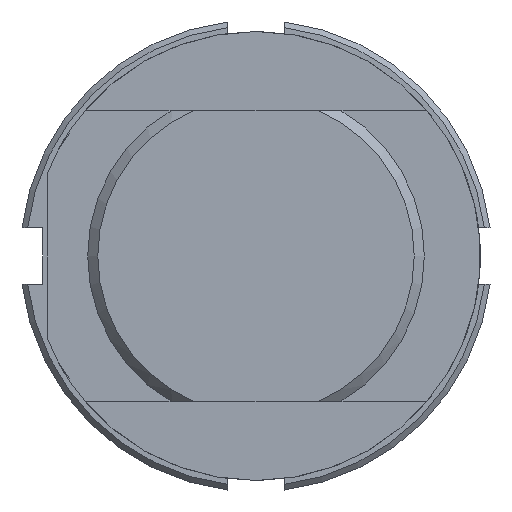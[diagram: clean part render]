
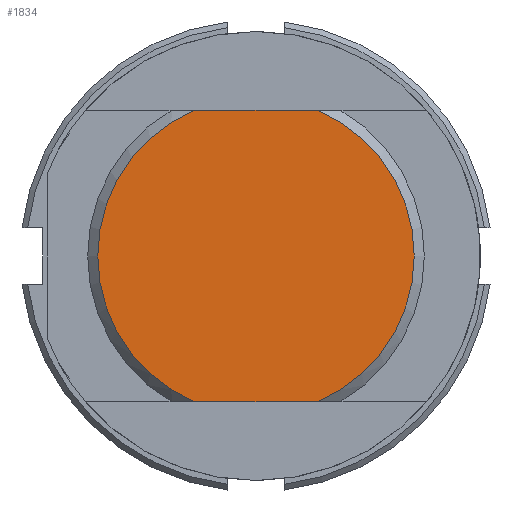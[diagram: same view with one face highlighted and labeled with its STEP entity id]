
A CAD part, front view. The second image highlights one B-rep face of the part: STEP entity #1834.
In plain terms, the highlighted planar face has unit normal (0, -1, 0).
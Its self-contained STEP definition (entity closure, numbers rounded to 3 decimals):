
#134=PLANE('',#2029);
#209=LINE('',#2869,#287);
#216=LINE('',#2877,#294);
#287=VECTOR('',#2412,1000.);
#294=VECTOR('',#2421,1000.);
#598=ORIENTED_EDGE('',*,*,#843,.F.);
#599=ORIENTED_EDGE('',*,*,#852,.T.);
#600=ORIENTED_EDGE('',*,*,#837,.F.);
#601=ORIENTED_EDGE('',*,*,#845,.T.);
#837=EDGE_CURVE('',#1008,#1007,#1115,.T.);
#843=EDGE_CURVE('',#1013,#1014,#1118,.T.);
#845=EDGE_CURVE('',#1008,#1014,#209,.T.);
#852=EDGE_CURVE('',#1013,#1007,#216,.T.);
#1007=VERTEX_POINT('',#2843);
#1008=VERTEX_POINT('',#2847);
#1013=VERTEX_POINT('',#2862);
#1014=VERTEX_POINT('',#2864);
#1115=CIRCLE('',#2011,14.1);
#1118=CIRCLE('',#2016,14.1);
#1233=EDGE_LOOP('',(#598,#599,#600,#601));
#1367=FACE_BOUND('',#1233,.T.);
#1834=ADVANCED_FACE('',(#1367),#134,.T.);
#2011=AXIS2_PLACEMENT_3D('',#2848,#2396,#2397);
#2016=AXIS2_PLACEMENT_3D('',#2863,#2408,#2409);
#2029=AXIS2_PLACEMENT_3D('',#2892,#2446,#2447);
#2396=DIRECTION('',(0.,1.,0.));
#2397=DIRECTION('',(1.,0.,0.));
#2408=DIRECTION('',(0.,1.,0.));
#2409=DIRECTION('',(-1.,0.,0.));
#2412=DIRECTION('',(-1.,0.,0.));
#2421=DIRECTION('',(1.,0.,0.));
#2446=DIRECTION('',(0.,-1.,0.));
#2447=DIRECTION('',(0.,0.,-1.));
#2843=CARTESIAN_POINT('',(5.46,0.,-13.));
#2847=CARTESIAN_POINT('',(5.46,0.,13.));
#2848=CARTESIAN_POINT('',(0.,0.,0.));
#2862=CARTESIAN_POINT('',(-5.46,0.,-13.));
#2863=CARTESIAN_POINT('',(0.,0.,0.));
#2864=CARTESIAN_POINT('',(-5.46,0.,13.));
#2869=CARTESIAN_POINT('',(5.46,0.,13.));
#2877=CARTESIAN_POINT('',(-5.46,0.,-13.));
#2892=CARTESIAN_POINT('',(-7.5,0.,0.));
